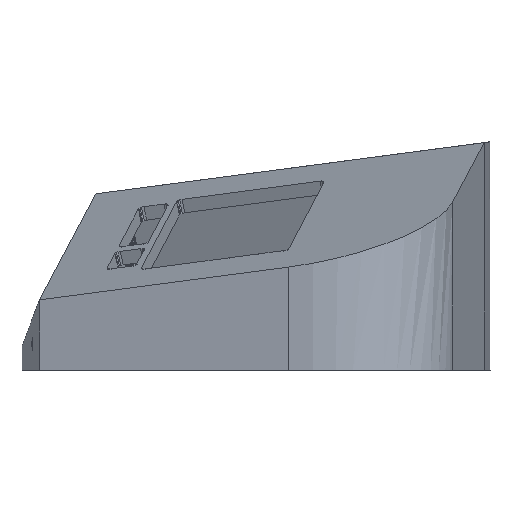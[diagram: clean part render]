
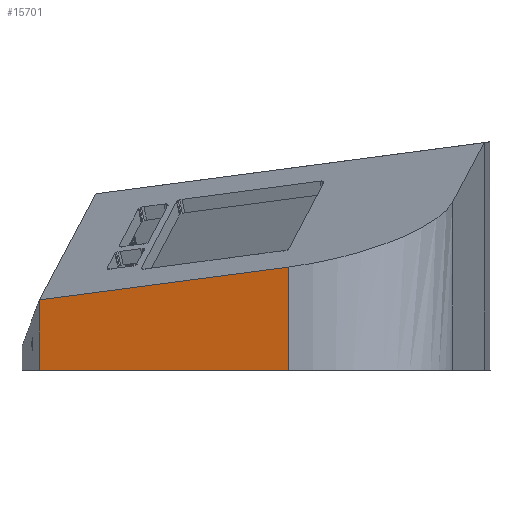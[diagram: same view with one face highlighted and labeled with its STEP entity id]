
A CAD part, left-side view. The second image highlights one B-rep face of the part: STEP entity #15701.
In plain terms, the highlighted planar face has unit normal (-0.974, 0.227, 0).
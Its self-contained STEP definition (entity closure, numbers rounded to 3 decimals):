
#120 = PLANE('',#121);
#121 = AXIS2_PLACEMENT_3D('',#122,#123,#124);
#122 = CARTESIAN_POINT('',(-400.,-321.738,39.792));
#123 = DIRECTION('',(0.,0.,1.));
#124 = DIRECTION('',(1.,0.,0.));
#4451 = PLANE('',#4452);
#4452 = AXIS2_PLACEMENT_3D('',#4453,#4454,#4455);
#4453 = CARTESIAN_POINT('',(42.573,40.753,
    -5.764));
#4454 = DIRECTION('',(-0.024,1.,0.));
#4455 = DIRECTION('',(-0.998,-0.024,
    0.062));
#4470 = VERTEX_POINT('',#4471);
#4471 = CARTESIAN_POINT('',(-188.97,35.272,
    39.792));
#4490 = EDGE_CURVE('',#4470,#4491,#4493,.T.);
#4491 = VERTEX_POINT('',#4492);
#4492 = CARTESIAN_POINT('',(-225.201,-120.321,
    39.792));
#4493 = SURFACE_CURVE('',#4494,(#4498,#4504),.PCURVE_S1.);
#4494 = LINE('',#4495,#4496);
#4495 = CARTESIAN_POINT('',(-242.883,-196.257,
    39.792));
#4496 = VECTOR('',#4497,1.);
#4497 = DIRECTION('',(-0.227,-0.974,0.));
#4498 = PCURVE('',#120,#4499);
#4499 = DEFINITIONAL_REPRESENTATION('',(#4500),#4503);
#4500 = B_SPLINE_CURVE_WITH_KNOTS('',1,(#4501,#4502),.UNSPECIFIED.,.F.,
  .F.,(2,2),(-269.491,-51.552),.PIECEWISE_BEZIER_KNOTS.);
#4501 = CARTESIAN_POINT('',(218.235,387.95));
#4502 = CARTESIAN_POINT('',(168.808,175.69));
#4503 = ( GEOMETRIC_REPRESENTATION_CONTEXT(2) 
PARAMETRIC_REPRESENTATION_CONTEXT() REPRESENTATION_CONTEXT('2D SPACE',''
  ) );
#4504 = PCURVE('',#4505,#4510);
#4505 = PLANE('',#4506);
#4506 = AXIS2_PLACEMENT_3D('',#4507,#4508,#4509);
#4507 = CARTESIAN_POINT('',(-207.085,-42.524,
    18.922));
#4508 = DIRECTION('',(0.974,-0.227,0.));
#4509 = DIRECTION('',(0.225,0.966,-0.127));
#4510 = DEFINITIONAL_REPRESENTATION('',(#4511),#4514);
#4511 = B_SPLINE_CURVE_WITH_KNOTS('',1,(#4512,#4513),.UNSPECIFIED.,.F.,
  .F.,(2,2),(-269.491,-51.552),.PIECEWISE_BEZIER_KNOTS.);
#4512 = CARTESIAN_POINT('',(108.085,34.9));
#4513 = CARTESIAN_POINT('',(-108.085,7.182));
#4514 = ( GEOMETRIC_REPRESENTATION_CONTEXT(2) 
PARAMETRIC_REPRESENTATION_CONTEXT() REPRESENTATION_CONTEXT('2D SPACE',''
  ) );
#4578 = SURFACE_OF_LINEAR_EXTRUSION('',#4579,#4584);
#4579 = CIRCLE('',#4580,90.);
#4580 = AXIS2_PLACEMENT_3D('',#4581,#4582,#4583);
#4581 = CARTESIAN_POINT('',(-141.566,-135.932,
    -16.484));
#4582 = DIRECTION('',(0.293,-0.192,-0.937));
#4583 = DIRECTION('',(-0.225,-0.966,0.127));
#4584 = VECTOR('',#4585,1.);
#4585 = DIRECTION('',(0.,0.,1.));
#8254 = PLANE('',#8255);
#8255 = AXIS2_PLACEMENT_3D('',#8256,#8257,#8258);
#8256 = CARTESIAN_POINT('',(-116.102,-98.188,
    133.763));
#8257 = DIRECTION('',(0.293,-0.192,-0.937));
#8258 = DIRECTION('',(-0.954,0.,-0.299));
#8271 = VERTEX_POINT('',#8272);
#8272 = CARTESIAN_POINT('',(-188.97,35.272,
    83.68));
#15380 = EDGE_CURVE('',#4470,#8271,#15381,.T.);
#15381 = SURFACE_CURVE('',#15382,(#15386,#15393),.PCURVE_S1.);
#15382 = LINE('',#15383,#15384);
#15383 = CARTESIAN_POINT('',(-188.97,35.272,
    -66.32));
#15384 = VECTOR('',#15385,1.);
#15385 = DIRECTION('',(0.,0.,1.));
#15386 = PCURVE('',#4451,#15387);
#15387 = DEFINITIONAL_REPRESENTATION('',(#15388),#15392);
#15388 = LINE('',#15389,#15390);
#15389 = CARTESIAN_POINT('',(227.389,-74.855));
#15390 = VECTOR('',#15391,1.);
#15391 = DIRECTION('',(0.062,0.998));
#15392 = ( GEOMETRIC_REPRESENTATION_CONTEXT(2) 
PARAMETRIC_REPRESENTATION_CONTEXT() REPRESENTATION_CONTEXT('2D SPACE',''
  ) );
#15393 = PCURVE('',#4505,#15394);
#15394 = DEFINITIONAL_REPRESENTATION('',(#15395),#15399);
#15395 = LINE('',#15396,#15397);
#15396 = CARTESIAN_POINT('',(90.071,-74.391));
#15397 = VECTOR('',#15398,1.);
#15398 = DIRECTION('',(-0.127,0.992));
#15399 = ( GEOMETRIC_REPRESENTATION_CONTEXT(2) 
PARAMETRIC_REPRESENTATION_CONTEXT() REPRESENTATION_CONTEXT('2D SPACE',''
  ) );
#15701 = ADVANCED_FACE('',(#15702),#4505,.F.);
#15702 = FACE_BOUND('',#15703,.F.);
#15703 = EDGE_LOOP('',(#15704,#15727,#15728,#15729));
#15704 = ORIENTED_EDGE('',*,*,#15705,.F.);
#15705 = EDGE_CURVE('',#4491,#15706,#15708,.T.);
#15706 = VERTEX_POINT('',#15707);
#15707 = CARTESIAN_POINT('',(-225.201,-120.321,
    104.164));
#15708 = SURFACE_CURVE('',#15709,(#15713,#15720),.PCURVE_S1.);
#15709 = LINE('',#15710,#15711);
#15710 = CARTESIAN_POINT('',(-225.201,-120.321,
    -45.836));
#15711 = VECTOR('',#15712,1.);
#15712 = DIRECTION('',(0.,0.,1.));
#15713 = PCURVE('',#4505,#15714);
#15714 = DEFINITIONAL_REPRESENTATION('',(#15715),#15719);
#15715 = LINE('',#15716,#15717);
#15716 = CARTESIAN_POINT('',(-70.993,-74.391));
#15717 = VECTOR('',#15718,1.);
#15718 = DIRECTION('',(-0.127,0.992));
#15719 = ( GEOMETRIC_REPRESENTATION_CONTEXT(2) 
PARAMETRIC_REPRESENTATION_CONTEXT() REPRESENTATION_CONTEXT('2D SPACE',''
  ) );
#15720 = PCURVE('',#4578,#15721);
#15721 = DEFINITIONAL_REPRESENTATION('',(#15722),#15726);
#15722 = LINE('',#15723,#15724);
#15723 = CARTESIAN_POINT('',(1.571,0.));
#15724 = VECTOR('',#15725,1.);
#15725 = DIRECTION('',(0.,1.));
#15726 = ( GEOMETRIC_REPRESENTATION_CONTEXT(2) 
PARAMETRIC_REPRESENTATION_CONTEXT() REPRESENTATION_CONTEXT('2D SPACE',''
  ) );
#15727 = ORIENTED_EDGE('',*,*,#4490,.F.);
#15728 = ORIENTED_EDGE('',*,*,#15380,.T.);
#15729 = ORIENTED_EDGE('',*,*,#15730,.F.);
#15730 = EDGE_CURVE('',#15706,#8271,#15731,.T.);
#15731 = SURFACE_CURVE('',#15732,(#15736,#15743),.PCURVE_S1.);
#15732 = LINE('',#15733,#15734);
#15733 = CARTESIAN_POINT('',(-225.201,-120.321,
    104.164));
#15734 = VECTOR('',#15735,1.);
#15735 = DIRECTION('',(0.225,0.966,-0.127));
#15736 = PCURVE('',#4505,#15737);
#15737 = DEFINITIONAL_REPRESENTATION('',(#15738),#15742);
#15738 = LINE('',#15739,#15740);
#15739 = CARTESIAN_POINT('',(-90.071,74.391));
#15740 = VECTOR('',#15741,1.);
#15741 = DIRECTION('',(1.,0.));
#15742 = ( GEOMETRIC_REPRESENTATION_CONTEXT(2) 
PARAMETRIC_REPRESENTATION_CONTEXT() REPRESENTATION_CONTEXT('2D SPACE',''
  ) );
#15743 = PCURVE('',#8254,#15744);
#15744 = DEFINITIONAL_REPRESENTATION('',(#15745),#15749);
#15745 = LINE('',#15746,#15747);
#15746 = CARTESIAN_POINT('',(112.961,-22.55));
#15747 = VECTOR('',#15748,1.);
#15748 = DIRECTION('',(-0.177,0.984));
#15749 = ( GEOMETRIC_REPRESENTATION_CONTEXT(2) 
PARAMETRIC_REPRESENTATION_CONTEXT() REPRESENTATION_CONTEXT('2D SPACE',''
  ) );
